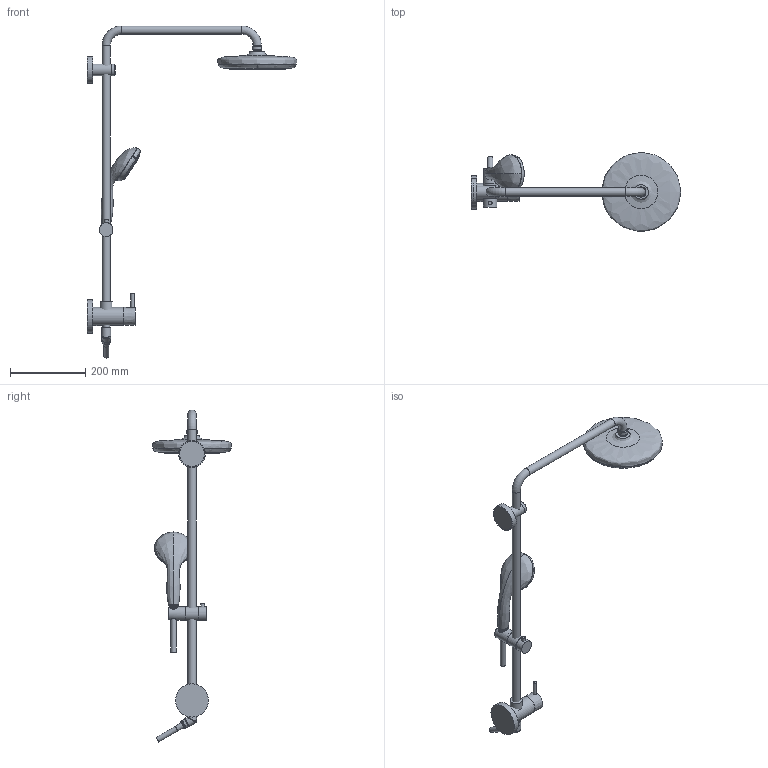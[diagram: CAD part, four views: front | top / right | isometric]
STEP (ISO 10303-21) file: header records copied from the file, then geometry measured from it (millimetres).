
FILE_DESCRIPTION(/* description */ ('Unknown'),/* implementation_level */ '2;1');
FILE_NAME(/* name */ '26123001',/* time_stamp */ '2022-08-17T11:25:02+02:00',/* author */ ('Unknown'),/* organization */ ('GROHE AG'),/* preprocessor_version */ 'ST-DEVELOPER v16.7',/* originating_system */ 'DEX',/* authorisation */ $);
FILE_SCHEMA (('AUTOMOTIVE_DESIGN {1 0 10303 214 3 1 1}'));
Length unit declared in the file: millimetre
Products named in the file (28): 26123001; 26123001_0; plane; 26123001_1; 26123001_2; 26123001_3; 26123001_4; 26123001_5; 26123001_6; 26123001_7; 26123001_8; 26123001_9; DF_REVOL; trim_sur; extrude#; 26123001_10; Housing; 26123001_11; 26123001_12; 26123001_13; 26123001_14; 26123001_15; 26123001_16; 26123001_17; 26123001_18; 26123001_19; 26123001_20
Assembly tree (27 placements, depth 2):
  26123001
    26123001
    26123001_0
    plane
    26123001_1
    26123001_2
    26123001_3
    26123001_4
    26123001_5
    26123001_6
    26123001_7
    26123001_8
    26123001_9
    DF_REVOL
    trim_sur
    extrude#
    26123001_10
    Housing
    26123001_11
    26123001_12
    26123001_13
    26123001_14
    26123001_15
    26123001_16
    26123001_17
    26123001_18
    26123001_19
    26123001_20
Bounding box: 555.65 x 209.47 x 879.68 mm (x, y, z)
Volume: 2492426.5 mm3; surface area: 612137.6 mm2
Topology: 27 solids, 30 shells, 2039 faces, 5982 edges, 4229 vertices
Faces by surface type: bspline 1250, cylinder 404, plane 139, torus 122, cone 121, sphere 3
Full cylindrical faces by diameter (mm): 2 x1, 2.8 x103, 3.6 x51, 4 x127, 6 x1, 9 x1, 10 x2, 10.8 x1, 12.2 x1, 13.5 x1, 14.262 x2, 14.4 x1, 15 x3, 17 x1, 18 x1, 18.2 x2, 18.4 x1, 18.5 x2, 19 x1, 19.6 x1, 19.9 x1, 20.955 x1, 20.96 x2, 22 x4, 22.6 x1, 23 x1, 24 x3, 25.2 x1, 26 x1, 31 x1
Entity records: 116929 total; most frequent: CARTESIAN_POINT 77654, ORIENTED_EDGE 8802, EDGE_CURVE 4401, VERTEX_POINT 3553, B_SPLINE_CURVE_WITH_KNOTS 3551, FACE_BOUND 3272, EDGE_LOOP 3271, DIRECTION 3257
